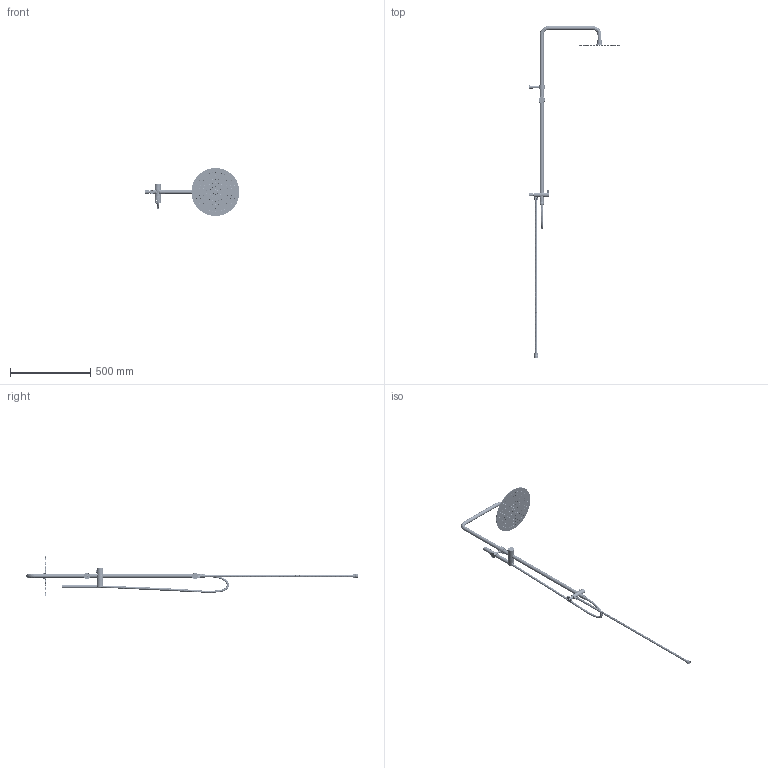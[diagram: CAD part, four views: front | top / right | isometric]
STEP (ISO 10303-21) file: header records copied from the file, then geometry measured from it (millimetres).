
FILE_DESCRIPTION (( 'STEP AP203' ), '1' );
FILE_NAME ('99HP02793.STEP', '2025-09-04T08:19:52', ( '' ), ( '' ), 'SwSTEP 2.0', 'SolidWorks 2021', '' );
FILE_SCHEMA (( 'CONFIG_CONTROL_DESIGN' ));
Length unit declared in the file: millimetre
Products named in the file (1): 99HP02793
Bounding box: 592.5 x 2071.45 x 300 mm (x, y, z)
Surface area: 946215.4 mm2 (no closed solid volume)
Topology: 0 solids, 38 shells, 3650 faces, 8417 edges, 5557 vertices
Faces by surface type: plane 1347, bspline 947, cylinder 891, cone 445, torus 19, sphere 1
Full cylindrical faces by diameter (mm): 1.2 x132, 3.3 x5, 4 x269, 4.2 x4, 4.7 x1, 4.8 x1, 5 x2, 5.5 x1, 5.8 x132, 6 x1, 7 x3, 8 x2, 8.2 x1, 8.5 x1, 8.8 x1, 9 x3, 9.8 x1, 10 x1, 10.5 x1, 11 x2, 11.5 x1, 11.8 x2, 12 x3, 12.2 x2, 12.5 x2, 13 x2, 13.5 x1, 13.8 x1, 14 x3, 14.5 x1
Entity records: 177725 total; most frequent: CARTESIAN_POINT 109739, DIRECTION 12739, ORIENTED_EDGE 11738, EDGE_LOOP 6752, EDGE_CURVE 5871, AXIS2_PLACEMENT_3D 5647, FACE_OUTER_BOUND 5016, VERTEX_POINT 4829
